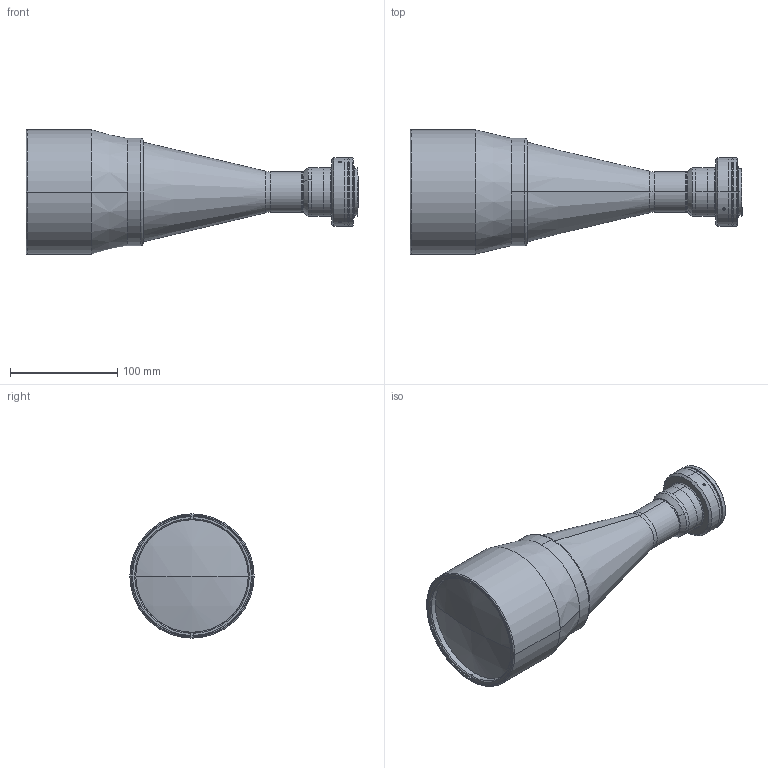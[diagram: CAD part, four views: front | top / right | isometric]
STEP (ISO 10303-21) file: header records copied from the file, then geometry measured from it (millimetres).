
FILE_DESCRIPTION (( 'STEP AP203' ), '1' );
FILE_NAME ('DP32117-A_TC4MHRP080-F.step', '2022-06-13T08:57:50', ( '' ), ( '' ), 'SwSTEP 2.0', 'SolidWorks 2021', '' );
FILE_SCHEMA (( 'CONFIG_CONTROL_DESIGN' ));
Length unit declared in the file: millimetre
Products named in the file (1): DP32117-A_TC4MHRP080-F
Bounding box: 309.79 x 116 x 116 mm (x, y, z)
Surface area: 107239.4 mm2 (no closed solid volume)
Topology: 0 solids, 18 shells, 132 faces, 391 edges, 275 vertices
Faces by surface type: cylinder 56, plane 38, cone 28, torus 6, sphere 4
Entity records: 4764 total; most frequent: CARTESIAN_POINT 1081, DIRECTION 833, ORIENTED_EDGE 623, EDGE_CURVE 391, AXIS2_PLACEMENT_3D 339, VERTEX_POINT 275, CIRCLE 206, EDGE_LOOP 157
